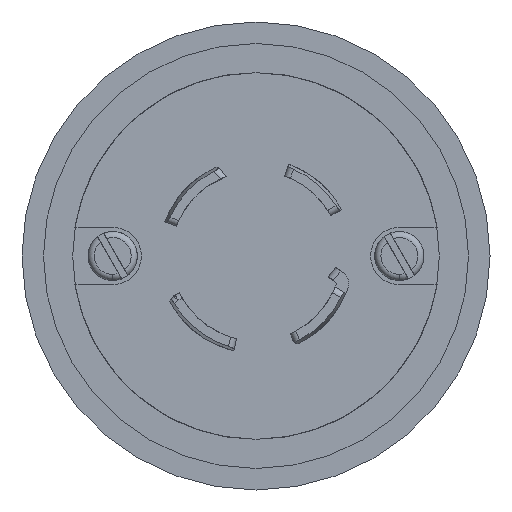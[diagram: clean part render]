
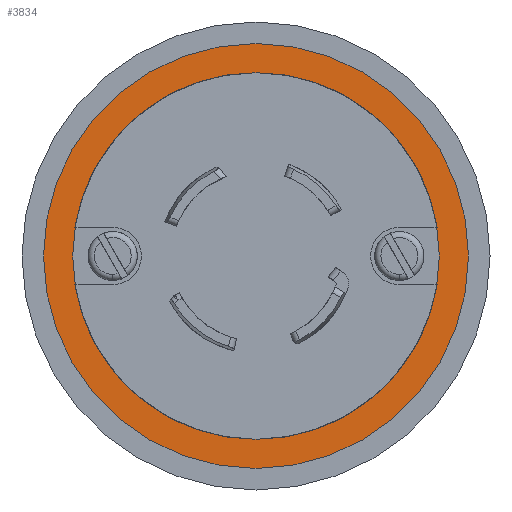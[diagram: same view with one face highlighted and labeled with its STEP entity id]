
A CAD part, front view. The second image highlights one B-rep face of the part: STEP entity #3834.
In plain terms, the highlighted planar face has unit normal (0, -1, 0).
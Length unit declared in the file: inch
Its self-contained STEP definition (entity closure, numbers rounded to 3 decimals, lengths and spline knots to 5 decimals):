
#4 = CARTESIAN_POINT ( 'NONE',  ( 0., 0., 0. ) ) ;
#114 = ORIENTED_EDGE ( 'NONE', *, *, #6898, .F. ) ;
#142 = CIRCLE ( 'NONE', #2625, 0.895 ) ;
#210 = VERTEX_POINT ( 'NONE', #1289 ) ;
#376 = DIRECTION ( 'NONE',  ( 0., 0., 1. ) ) ;
#562 = CIRCLE ( 'NONE', #8531, 1.0375 ) ;
#589 = ORIENTED_EDGE ( 'NONE', *, *, #797, .F. ) ;
#772 = DIRECTION ( 'NONE',  ( 0., 0., 1. ) ) ;
#797 = EDGE_CURVE ( 'NONE', #7447, #8703, #7136, .T. ) ;
#1261 = CARTESIAN_POINT ( 'NONE',  ( 0., 0., 0. ) ) ;
#1289 = CARTESIAN_POINT ( 'NONE',  ( 0., 0., 0.895 ) ) ;
#1677 = EDGE_CURVE ( 'NONE', #7606, #210, #142, .T. ) ;
#2013 = DIRECTION ( 'NONE',  ( 0., 0., -1. ) ) ;
#2625 = AXIS2_PLACEMENT_3D ( 'NONE', #1261, #6464, #2013 ) ;
#2880 = ORIENTED_EDGE ( 'NONE', *, *, #4006, .F. ) ;
#2884 = CARTESIAN_POINT ( 'NONE',  ( 0., 0., -1.0375 ) ) ;
#3007 = CIRCLE ( 'NONE', #4518, 0.895 ) ;
#3249 = CARTESIAN_POINT ( 'NONE',  ( 0., 0., 1.0375 ) ) ;
#3594 = DIRECTION ( 'NONE',  ( 0., 1., 0. ) ) ;
#3734 = CARTESIAN_POINT ( 'NONE',  ( 0., 0., 0. ) ) ;
#3834 = ADVANCED_FACE ( 'NONE', ( #8533, #4612 ), #4154, .F. ) ;
#4006 = EDGE_CURVE ( 'NONE', #8703, #7447, #562, .T. ) ;
#4014 = ORIENTED_EDGE ( 'NONE', *, *, #1677, .F. ) ;
#4154 = PLANE ( 'NONE',  #4262 ) ;
#4262 = AXIS2_PLACEMENT_3D ( 'NONE', #4, #5287, #772 ) ;
#4483 = DIRECTION ( 'NONE',  ( 0., 0., -1. ) ) ;
#4518 = AXIS2_PLACEMENT_3D ( 'NONE', #3734, #8894, #4483 ) ;
#4612 = FACE_OUTER_BOUND ( 'NONE', #9508, .T. ) ;
#4895 = DIRECTION ( 'NONE',  ( 0., 1., 0. ) ) ;
#4932 = EDGE_LOOP ( 'NONE', ( #4014, #114 ) ) ;
#5287 = DIRECTION ( 'NONE',  ( 0., 1., 0. ) ) ;
#5732 = AXIS2_PLACEMENT_3D ( 'NONE', #8020, #3594, #8743 ) ;
#6464 = DIRECTION ( 'NONE',  ( 0., -1., 0. ) ) ;
#6898 = EDGE_CURVE ( 'NONE', #210, #7606, #3007, .T. ) ;
#7136 = CIRCLE ( 'NONE', #5732, 1.0375 ) ;
#7447 = VERTEX_POINT ( 'NONE', #3249 ) ;
#7606 = VERTEX_POINT ( 'NONE', #8192 ) ;
#8020 = CARTESIAN_POINT ( 'NONE',  ( 0., 0., 0. ) ) ;
#8192 = CARTESIAN_POINT ( 'NONE',  ( 0., 0., -0.895 ) ) ;
#8531 = AXIS2_PLACEMENT_3D ( 'NONE', #9302, #4895, #376 ) ;
#8533 = FACE_BOUND ( 'NONE', #4932, .T. ) ;
#8703 = VERTEX_POINT ( 'NONE', #2884 ) ;
#8743 = DIRECTION ( 'NONE',  ( 0., 0., 1. ) ) ;
#8894 = DIRECTION ( 'NONE',  ( 0., -1., 0. ) ) ;
#9302 = CARTESIAN_POINT ( 'NONE',  ( 0., 0., 0. ) ) ;
#9508 = EDGE_LOOP ( 'NONE', ( #2880, #589 ) ) ;
